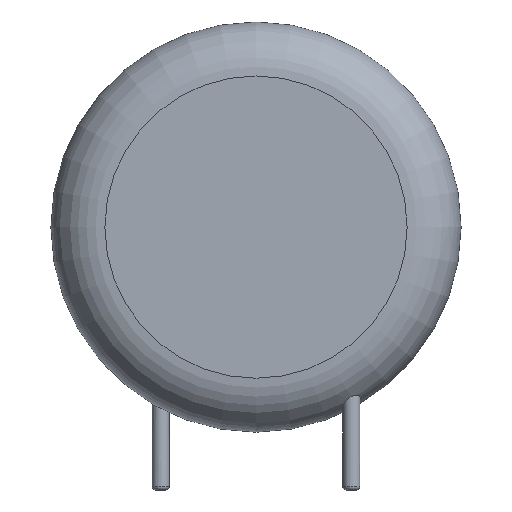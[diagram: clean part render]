
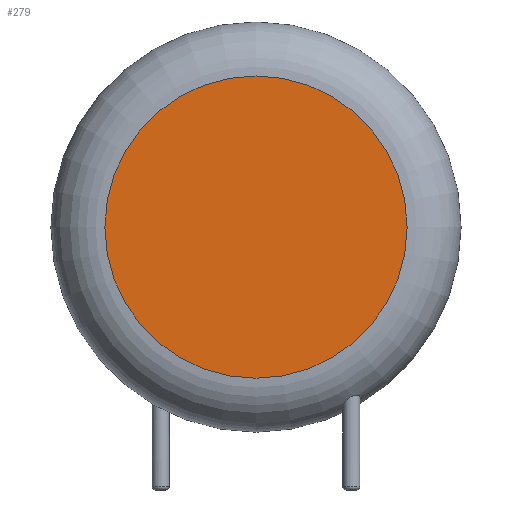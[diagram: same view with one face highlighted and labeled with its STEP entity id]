
A CAD part, front view. The second image highlights one B-rep face of the part: STEP entity #279.
In plain terms, the highlighted planar face has unit normal (0, -1, 0).
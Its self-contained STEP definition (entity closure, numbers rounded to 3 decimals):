
#35=DIRECTION('',(0.,-1.,0.));
#36=DIRECTION('',(1.,0.,0.));
#157=VERTEX_POINT('',#158);
#158=CARTESIAN_POINT('',(12.921,-4.2,10.78));
#164=EDGE_CURVE('',#157,#157,#165,.T.);
#165=CIRCLE('',#166,7.921);
#166=AXIS2_PLACEMENT_3D('',#167,#35,#36);
#167=CARTESIAN_POINT('',(5.,-4.2,10.78));
#258=DIRECTION('',(0.,0.,-1.));
#279=ADVANCED_FACE('',(#280),#283,.T.);
#280=FACE_BOUND('',#281,.T.);
#281=EDGE_LOOP('',(#282));
#282=ORIENTED_EDGE('',*,*,#164,.T.);
#283=PLANE('',#284);
#284=AXIS2_PLACEMENT_3D('',#167,#35,#258);
